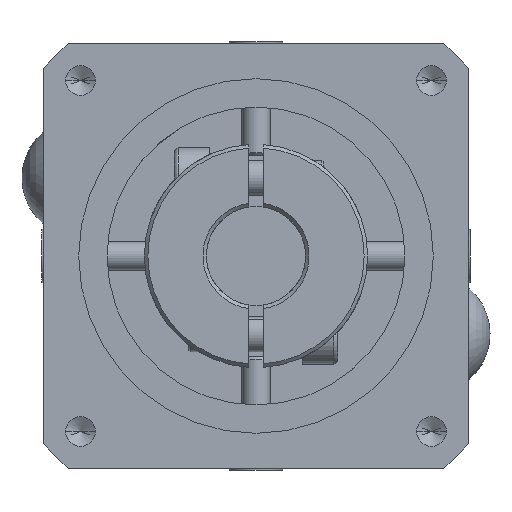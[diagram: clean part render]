
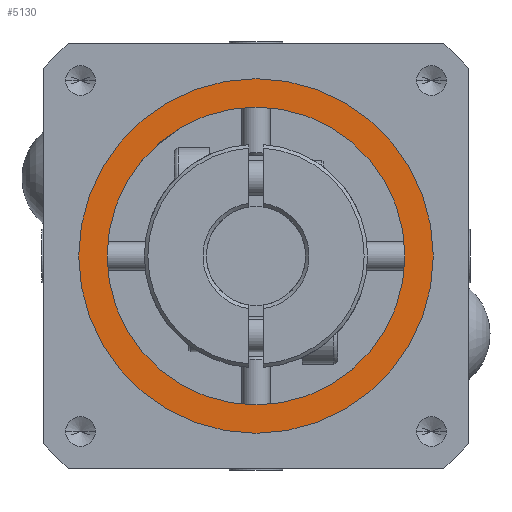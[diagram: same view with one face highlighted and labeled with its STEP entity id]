
A CAD part, left-side view. The second image highlights one B-rep face of the part: STEP entity #5130.
In plain terms, the highlighted face is planar.
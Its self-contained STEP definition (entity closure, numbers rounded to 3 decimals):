
#243 = CARTESIAN_POINT ( 'NONE',  ( 0., 0., 26.5 ) ) ;
#664 = DIRECTION ( 'NONE',  ( 0., 0., 1. ) ) ;
#860 = VERTEX_POINT ( 'NONE', #6507 ) ;
#948 = DIRECTION ( 'NONE',  ( 0., 0., 1. ) ) ;
#997 = EDGE_CURVE ( 'NONE', #2842, #860, #7924, .T. ) ;
#1486 = FACE_BOUND ( 'NONE', #5235, .T. ) ;
#1506 = CARTESIAN_POINT ( 'NONE',  ( 0., 0., 26.5 ) ) ;
#1792 = CIRCLE ( 'NONE', #2819, 21. ) ;
#1899 = DIRECTION ( 'NONE',  ( 1., 0., 0. ) ) ;
#1964 = CARTESIAN_POINT ( 'NONE',  ( -21., 0., 26.5 ) ) ;
#2119 = EDGE_CURVE ( 'NONE', #2730, #2902, #7823, .T. ) ;
#2220 = DIRECTION ( 'NONE',  ( 1., 0., 0. ) ) ;
#2556 = CARTESIAN_POINT ( 'NONE',  ( -25., 0., 26.5 ) ) ;
#2730 = VERTEX_POINT ( 'NONE', #8703 ) ;
#2819 = AXIS2_PLACEMENT_3D ( 'NONE', #5199, #948, #5902 ) ;
#2842 = VERTEX_POINT ( 'NONE', #2556 ) ;
#2902 = VERTEX_POINT ( 'NONE', #1964 ) ;
#2953 = DIRECTION ( 'NONE',  ( 0., 0., 1. ) ) ;
#3175 = AXIS2_PLACEMENT_3D ( 'NONE', #4905, #664, #5608 ) ;
#3548 = AXIS2_PLACEMENT_3D ( 'NONE', #8236, #6148, #1899 ) ;
#4283 = AXIS2_PLACEMENT_3D ( 'NONE', #1506, #6440, #2220 ) ;
#4490 = CIRCLE ( 'NONE', #3175, 25. ) ;
#4905 = CARTESIAN_POINT ( 'NONE',  ( 0., 0., 26.5 ) ) ;
#4967 = ORIENTED_EDGE ( 'NONE', *, *, #6856, .T. ) ;
#5064 = AXIS2_PLACEMENT_3D ( 'NONE', #243, #2953, #8673 ) ;
#5130 = ADVANCED_FACE ( 'NONE', ( #1486, #7090 ), #5453, .T. ) ;
#5199 = CARTESIAN_POINT ( 'NONE',  ( 0., 0., 26.5 ) ) ;
#5235 = EDGE_LOOP ( 'NONE', ( #5472, #6514 ) ) ;
#5453 = PLANE ( 'NONE',  #3548 ) ;
#5472 = ORIENTED_EDGE ( 'NONE', *, *, #2119, .F. ) ;
#5491 = ORIENTED_EDGE ( 'NONE', *, *, #997, .T. ) ;
#5608 = DIRECTION ( 'NONE',  ( 1., 0., 0. ) ) ;
#5902 = DIRECTION ( 'NONE',  ( 1., 0., 0. ) ) ;
#6148 = DIRECTION ( 'NONE',  ( 0., 0., 1. ) ) ;
#6440 = DIRECTION ( 'NONE',  ( 0., 0., 1. ) ) ;
#6507 = CARTESIAN_POINT ( 'NONE',  ( 25., 0., 26.5 ) ) ;
#6514 = ORIENTED_EDGE ( 'NONE', *, *, #8917, .F. ) ;
#6856 = EDGE_CURVE ( 'NONE', #860, #2842, #4490, .T. ) ;
#7090 = FACE_OUTER_BOUND ( 'NONE', #8232, .T. ) ;
#7823 = CIRCLE ( 'NONE', #4283, 21. ) ;
#7924 = CIRCLE ( 'NONE', #5064, 25. ) ;
#8232 = EDGE_LOOP ( 'NONE', ( #4967, #5491 ) ) ;
#8236 = CARTESIAN_POINT ( 'NONE',  ( 0., 0., 26.5 ) ) ;
#8673 = DIRECTION ( 'NONE',  ( 1., 0., 0. ) ) ;
#8703 = CARTESIAN_POINT ( 'NONE',  ( 21., 0., 26.5 ) ) ;
#8917 = EDGE_CURVE ( 'NONE', #2902, #2730, #1792, .T. ) ;
